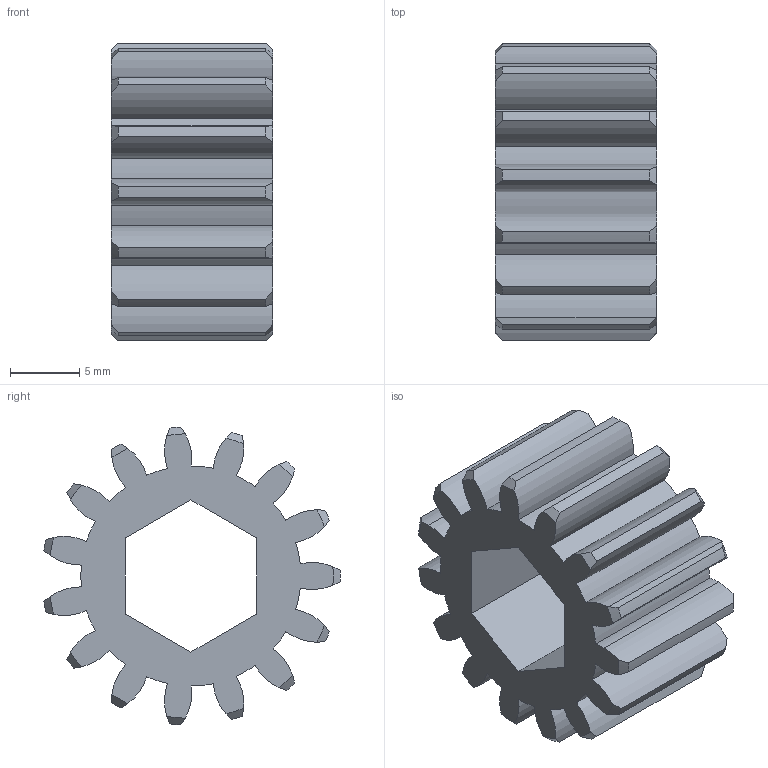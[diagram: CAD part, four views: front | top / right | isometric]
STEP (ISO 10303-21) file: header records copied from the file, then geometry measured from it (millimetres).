
FILE_DESCRIPTION (( 'STEP AP214' ), '1' );
FILE_NAME ('am-0451 15 Tooth, 375 Hex Bore Gear.STEP', '2014-08-20T20:56:52', ( '' ), ( '' ), 'SwSTEP 2.0', 'SolidWorks 2014', '' );
FILE_SCHEMA (( 'AUTOMOTIVE_DESIGN' ));
Length unit declared in the file: inch
Products named in the file (1): am-0451 15 Tooth, 375 Hex Bore Gear
Bounding box: 11.68 x 21.43 x 21.54 mm (x, y, z)
Volume: 2231.9 mm3; surface area: 2222.6 mm2
Topology: 1 solids, 1 shells, 102 faces, 300 edges, 200 vertices
Faces by surface type: cylinder 64, cone 30, plane 8
Entity records: 3586 total; most frequent: CARTESIAN_POINT 789, DIRECTION 600, ORIENTED_EDGE 600, EDGE_CURVE 300, AXIS2_PLACEMENT_3D 259, VERTEX_POINT 200, CIRCLE 156, EDGE_LOOP 104
